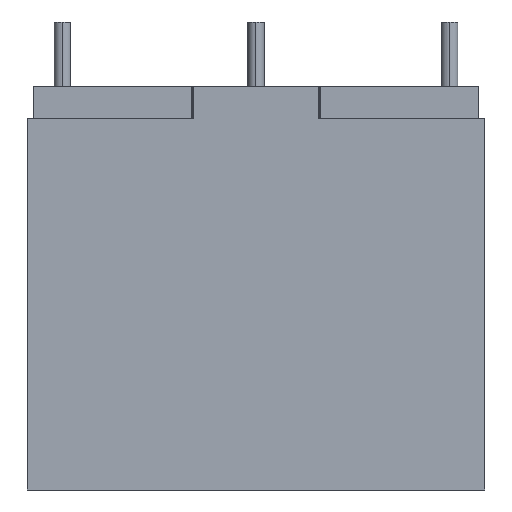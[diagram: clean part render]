
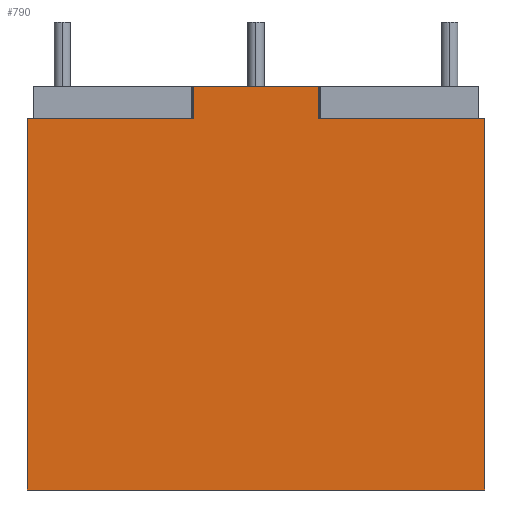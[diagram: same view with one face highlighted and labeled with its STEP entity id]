
A CAD part, left-side view. The second image highlights one B-rep face of the part: STEP entity #790.
In plain terms, the highlighted planar face has unit normal (-1, 0, 0).
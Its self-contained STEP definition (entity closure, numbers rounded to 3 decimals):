
#749=AXIS2_PLACEMENT_3D('Plane Axis2P3D',#746,#747,#748) ;
#332=CARTESIAN_POINT('Vertex',(-35.456,-9.694,0.)) ;
#460=CARTESIAN_POINT('Vertex',(-35.456,9.694,0.)) ;
#463=CARTESIAN_POINT('Line Origine',(-35.456,0.,0.)) ;
#639=CARTESIAN_POINT('Vertex',(-35.456,35.4,-62.5)) ;
#642=CARTESIAN_POINT('Line Origine',(-35.456,35.4,-33.75)) ;
#646=CARTESIAN_POINT('Vertex',(-35.456,35.4,-5.)) ;
#720=CARTESIAN_POINT('Line Origine',(-35.456,-35.4,-33.75)) ;
#724=CARTESIAN_POINT('Vertex',(-35.456,-35.4,-5.)) ;
#726=CARTESIAN_POINT('Vertex',(-35.456,-35.4,-62.5)) ;
#746=CARTESIAN_POINT('Axis2P3D Location',(-35.456,35.4,0.)) ;
#751=CARTESIAN_POINT('Line Origine',(-35.456,9.694,-2.5)) ;
#755=CARTESIAN_POINT('Vertex',(-35.456,9.694,-5.)) ;
#758=CARTESIAN_POINT('Line Origine',(-35.456,22.547,-5.)) ;
#763=CARTESIAN_POINT('Line Origine',(-35.456,0.,-62.5)) ;
#768=CARTESIAN_POINT('Line Origine',(-35.456,-22.547,-5.)) ;
#772=CARTESIAN_POINT('Vertex',(-35.456,-9.694,-5.)) ;
#775=CARTESIAN_POINT('Line Origine',(-35.456,-9.694,-2.5)) ;
#464=DIRECTION('Vector Direction',(0.,-1.,0.)) ;
#643=DIRECTION('Vector Direction',(0.,0.,-1.)) ;
#721=DIRECTION('Vector Direction',(0.,0.,-1.)) ;
#747=DIRECTION('Axis2P3D Direction',(1.,0.,0.)) ;
#748=DIRECTION('Axis2P3D XDirection',(0.,-1.,0.)) ;
#752=DIRECTION('Vector Direction',(0.,0.,-1.)) ;
#759=DIRECTION('Vector Direction',(0.,-1.,0.)) ;
#764=DIRECTION('Vector Direction',(0.,-1.,0.)) ;
#769=DIRECTION('Vector Direction',(0.,-1.,0.)) ;
#776=DIRECTION('Vector Direction',(0.,0.,-1.)) ;
#465=VECTOR('Line Direction',#464,1.) ;
#644=VECTOR('Line Direction',#643,1.) ;
#722=VECTOR('Line Direction',#721,1.) ;
#753=VECTOR('Line Direction',#752,1.) ;
#760=VECTOR('Line Direction',#759,1.) ;
#765=VECTOR('Line Direction',#764,1.) ;
#770=VECTOR('Line Direction',#769,1.) ;
#777=VECTOR('Line Direction',#776,1.) ;
#781=ORIENTED_EDGE('',*,*,#757,.T.) ;
#782=ORIENTED_EDGE('',*,*,#762,.F.) ;
#783=ORIENTED_EDGE('',*,*,#648,.T.) ;
#784=ORIENTED_EDGE('',*,*,#767,.T.) ;
#785=ORIENTED_EDGE('',*,*,#728,.F.) ;
#786=ORIENTED_EDGE('',*,*,#774,.F.) ;
#787=ORIENTED_EDGE('',*,*,#779,.F.) ;
#788=ORIENTED_EDGE('',*,*,#467,.F.) ;
#790=ADVANCED_FACE('Corps de pi\X2\00E8\X0\ce.123',(#789),#750,.F.) ;
#467=EDGE_CURVE('',#461,#333,#466,.T.) ;
#648=EDGE_CURVE('',#647,#640,#645,.T.) ;
#728=EDGE_CURVE('',#725,#727,#723,.T.) ;
#757=EDGE_CURVE('',#461,#756,#754,.T.) ;
#762=EDGE_CURVE('',#647,#756,#761,.T.) ;
#767=EDGE_CURVE('',#640,#727,#766,.T.) ;
#774=EDGE_CURVE('',#773,#725,#771,.T.) ;
#779=EDGE_CURVE('',#333,#773,#778,.T.) ;
#780=EDGE_LOOP('',(#781,#782,#783,#784,#785,#786,#787,#788)) ;
#789=FACE_OUTER_BOUND('',#780,.T.) ;
#466=LINE('Line',#463,#465) ;
#645=LINE('Line',#642,#644) ;
#723=LINE('Line',#720,#722) ;
#754=LINE('Line',#751,#753) ;
#761=LINE('Line',#758,#760) ;
#766=LINE('Line',#763,#765) ;
#771=LINE('Line',#768,#770) ;
#778=LINE('Line',#775,#777) ;
#750=PLANE('',#749) ;
#333=VERTEX_POINT('',#332) ;
#461=VERTEX_POINT('',#460) ;
#640=VERTEX_POINT('',#639) ;
#647=VERTEX_POINT('',#646) ;
#725=VERTEX_POINT('',#724) ;
#727=VERTEX_POINT('',#726) ;
#756=VERTEX_POINT('',#755) ;
#773=VERTEX_POINT('',#772) ;
